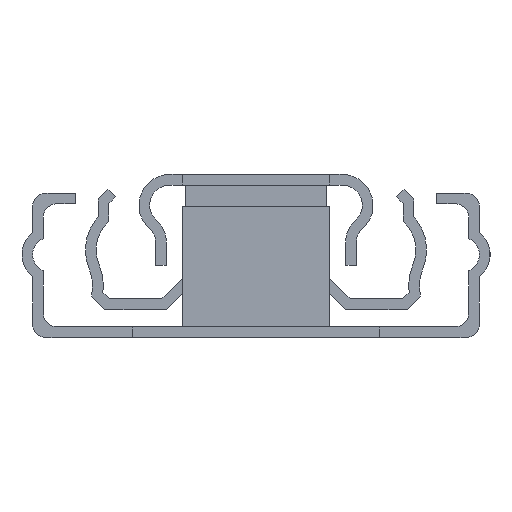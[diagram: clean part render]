
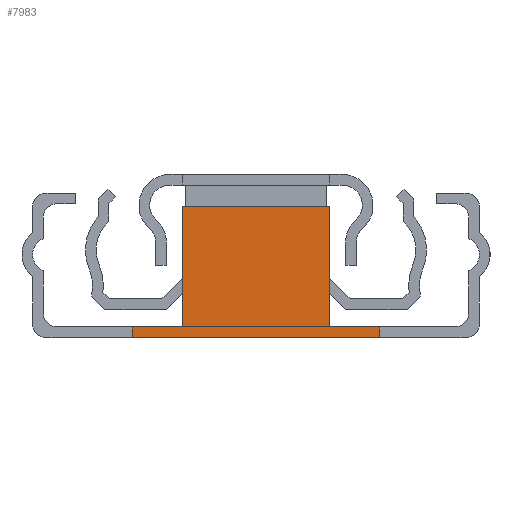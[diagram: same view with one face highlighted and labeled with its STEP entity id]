
A CAD part, left-side view. The second image highlights one B-rep face of the part: STEP entity #7983.
In plain terms, the highlighted planar face has unit normal (-1, 0, 0).
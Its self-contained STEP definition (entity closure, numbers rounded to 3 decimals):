
#433 = CARTESIAN_POINT ( 'NONE',  ( -490.2, 0., -0.8 ) ) ;
#449 = LINE ( 'NONE', #6684, #5980 ) ;
#565 = DIRECTION ( 'NONE',  ( 0., -1., 0. ) ) ;
#643 = CARTESIAN_POINT ( 'NONE',  ( -490.2, -5.5, 9. ) ) ;
#665 = EDGE_CURVE ( 'NONE', #2758, #6748, #7495, .T. ) ;
#876 = AXIS2_PLACEMENT_3D ( 'NONE', #6159, #3279, #6709 ) ;
#899 = VERTEX_POINT ( 'NONE', #3510 ) ;
#948 = DIRECTION ( 'NONE',  ( 0., 1., 0. ) ) ;
#1260 = VERTEX_POINT ( 'NONE', #8302 ) ;
#1683 = EDGE_CURVE ( 'NONE', #5216, #5165, #4945, .T. ) ;
#1759 = VECTOR ( 'NONE', #948, 1000. ) ;
#1801 = PLANE ( 'NONE',  #876 ) ;
#1908 = ORIENTED_EDGE ( 'NONE', *, *, #665, .T. ) ;
#1974 = DIRECTION ( 'NONE',  ( 0., -1., 0. ) ) ;
#1989 = ORIENTED_EDGE ( 'NONE', *, *, #2168, .T. ) ;
#2042 = ORIENTED_EDGE ( 'NONE', *, *, #4150, .F. ) ;
#2123 = LINE ( 'NONE', #643, #5810 ) ;
#2168 = EDGE_CURVE ( 'NONE', #5216, #1260, #2657, .T. ) ;
#2357 = CARTESIAN_POINT ( 'NONE',  ( -490.2, 9.25, 0. ) ) ;
#2526 = DIRECTION ( 'NONE',  ( 0., 0., -1. ) ) ;
#2657 = LINE ( 'NONE', #7641, #2856 ) ;
#2758 = VERTEX_POINT ( 'NONE', #2991 ) ;
#2846 = CARTESIAN_POINT ( 'NONE',  ( -490.2, 5.5, 9. ) ) ;
#2856 = VECTOR ( 'NONE', #5579, 1000. ) ;
#2861 = DIRECTION ( 'NONE',  ( 0., 1., 0. ) ) ;
#2991 = CARTESIAN_POINT ( 'NONE',  ( -490.2, 9.25, -0.8 ) ) ;
#3093 = EDGE_CURVE ( 'NONE', #8977, #899, #3672, .T. ) ;
#3279 = DIRECTION ( 'NONE',  ( 1., 0., 0. ) ) ;
#3392 = CARTESIAN_POINT ( 'NONE',  ( -490.2, -9.25, 0. ) ) ;
#3510 = CARTESIAN_POINT ( 'NONE',  ( -490.2, -5.5, 0. ) ) ;
#3672 = LINE ( 'NONE', #4272, #1759 ) ;
#3831 = VECTOR ( 'NONE', #565, 1000. ) ;
#4029 = ORIENTED_EDGE ( 'NONE', *, *, #1683, .F. ) ;
#4150 = EDGE_CURVE ( 'NONE', #8977, #6748, #4819, .T. ) ;
#4237 = CARTESIAN_POINT ( 'NONE',  ( -490.2, -9.25, -0.8 ) ) ;
#4272 = CARTESIAN_POINT ( 'NONE',  ( -490.2, 0., 0. ) ) ;
#4312 = CARTESIAN_POINT ( 'NONE',  ( -490.2, -5.5, 9. ) ) ;
#4626 = EDGE_CURVE ( 'NONE', #5165, #899, #2123, .T. ) ;
#4819 = LINE ( 'NONE', #7441, #6717 ) ;
#4908 = DIRECTION ( 'NONE',  ( 0., 0., -1. ) ) ;
#4945 = LINE ( 'NONE', #2846, #7205 ) ;
#5165 = VERTEX_POINT ( 'NONE', #4312 ) ;
#5216 = VERTEX_POINT ( 'NONE', #7784 ) ;
#5579 = DIRECTION ( 'NONE',  ( 0., 0., -1. ) ) ;
#5687 = DIRECTION ( 'NONE',  ( 0., 0., -1. ) ) ;
#5810 = VECTOR ( 'NONE', #5687, 1000. ) ;
#5954 = EDGE_LOOP ( 'NONE', ( #6658, #6530, #4029, #1989, #7078, #6469, #1908, #2042 ) ) ;
#5980 = VECTOR ( 'NONE', #2526, 1000. ) ;
#6159 = CARTESIAN_POINT ( 'NONE',  ( -490.2, 0., 9.2 ) ) ;
#6469 = ORIENTED_EDGE ( 'NONE', *, *, #7474, .T. ) ;
#6530 = ORIENTED_EDGE ( 'NONE', *, *, #4626, .F. ) ;
#6642 = VECTOR ( 'NONE', #2861, 1000. ) ;
#6658 = ORIENTED_EDGE ( 'NONE', *, *, #3093, .T. ) ;
#6684 = CARTESIAN_POINT ( 'NONE',  ( -490.2, 9.25, 9.2 ) ) ;
#6709 = DIRECTION ( 'NONE',  ( 0., 0., -1. ) ) ;
#6717 = VECTOR ( 'NONE', #4908, 1000. ) ;
#6748 = VERTEX_POINT ( 'NONE', #4237 ) ;
#6797 = EDGE_CURVE ( 'NONE', #1260, #6907, #8306, .T. ) ;
#6907 = VERTEX_POINT ( 'NONE', #2357 ) ;
#7078 = ORIENTED_EDGE ( 'NONE', *, *, #6797, .T. ) ;
#7205 = VECTOR ( 'NONE', #1974, 1000. ) ;
#7441 = CARTESIAN_POINT ( 'NONE',  ( -490.2, -9.25, 9.2 ) ) ;
#7474 = EDGE_CURVE ( 'NONE', #6907, #2758, #449, .T. ) ;
#7495 = LINE ( 'NONE', #433, #3831 ) ;
#7641 = CARTESIAN_POINT ( 'NONE',  ( -490.2, 5.5, 9. ) ) ;
#7784 = CARTESIAN_POINT ( 'NONE',  ( -490.2, 5.5, 9. ) ) ;
#7983 = ADVANCED_FACE ( 'NONE', ( #8083 ), #1801, .F. ) ;
#8083 = FACE_OUTER_BOUND ( 'NONE', #5954, .T. ) ;
#8302 = CARTESIAN_POINT ( 'NONE',  ( -490.2, 5.5, 0. ) ) ;
#8306 = LINE ( 'NONE', #9049, #6642 ) ;
#8977 = VERTEX_POINT ( 'NONE', #3392 ) ;
#9049 = CARTESIAN_POINT ( 'NONE',  ( -490.2, 0., 0. ) ) ;
